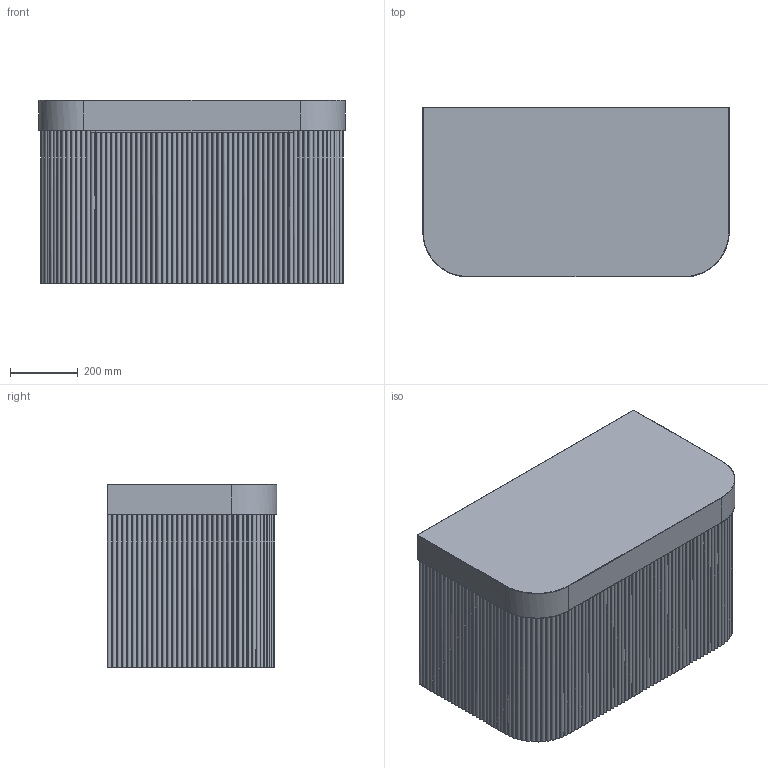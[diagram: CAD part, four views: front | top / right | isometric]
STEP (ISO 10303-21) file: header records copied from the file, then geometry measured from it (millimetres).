
FILE_DESCRIPTION(/* description */ (''),/* implementation_level */ '2;1');
FILE_NAME(/* name */ 'Kado Neue Fluted Double Curve 900 (50MM)',/* time_stamp */ '2025-07-09T15:06:10+10:00',/* author */ (''),/* organization */ (''),/* preprocessor_version */ 'ST-DEVELOPER v16.5',/* originating_system */ '',/* authorisation */ '');
FILE_SCHEMA (('AUTOMOTIVE_DESIGN'));
Length unit declared in the file: millimetre
Products named in the file (11): Document; Kado Neue Fluted Double Curve 900 (50MM); Kado Neue Fluted Double Curve ALL BENCHTOPS1718; Kado Neue Fluted Double Curve Benchtop (90MM) ALL1415; Kado Neue Fluted Double Curve 900 Benchtop (90MM); Kado Neue Fluted Double Curve ALL192021; Kado Neue Fluted Double Curve 90016; Kado Neue Fluted Carcass 90023; Kado Neue Fluted End11; Kado Neue Fluted Panel 5951213; Kado Neue Fluted Panel 59578
Assembly tree (11 placements, depth 6):
  Document
    Kado Neue Fluted Double Curve 900 (50MM)
      Kado Neue Fluted Double Curve ALL BENCHTOPS1718
        Kado Neue Fluted Double Curve Benchtop (90MM) ALL1415
          Kado Neue Fluted Double Curve 900 Benchtop (90MM)
      Kado Neue Fluted Double Curve ALL192021
        Kado Neue Fluted Double Curve 90016
          Kado Neue Fluted Carcass 90023
          Kado Neue Fluted End11  x2
          Kado Neue Fluted Panel 5951213
            Kado Neue Fluted Panel 59578
Bounding box: 902 x 500.05 x 540 mm (x, y, z)
Volume: 93933785.7 mm3; surface area: 6598479.3 mm2
Topology: 11 solids, 11 shells, 582 faces, 1663 edges, 1102 vertices
Faces by surface type: cylinder 383, plane 193, bspline 6
Entity records: 12328 total; most frequent: CARTESIAN_POINT 4686, ORIENTED_EDGE 2266, EDGE_CURVE 1133, VERTEX_POINT 750, B_SPLINE_CURVE_WITH_KNOTS 617, DIRECTION 448, AXIS2_PLACEMENT_3D 422, EDGE_LOOP 403
